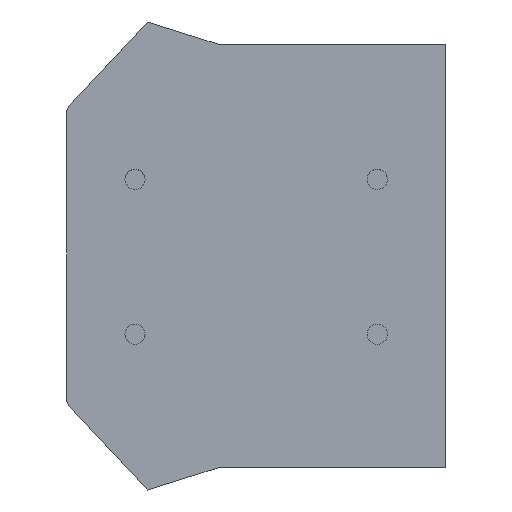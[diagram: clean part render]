
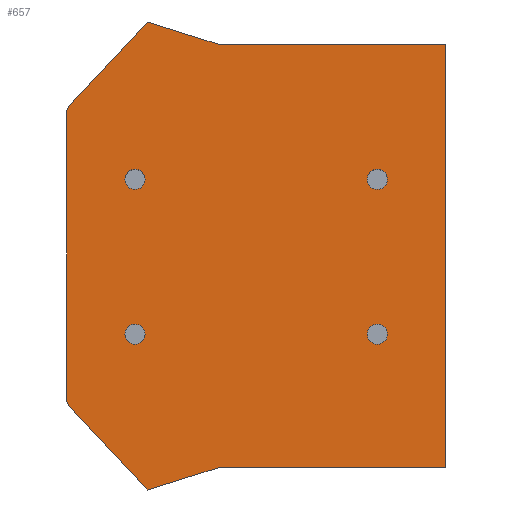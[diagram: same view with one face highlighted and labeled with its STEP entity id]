
A CAD part, top view. The second image highlights one B-rep face of the part: STEP entity #657.
In plain terms, the highlighted planar face has unit normal (0, 0, 1).
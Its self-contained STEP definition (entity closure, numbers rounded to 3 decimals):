
#39=FACE_BOUND('',#120,.T.);
#40=FACE_BOUND('',#121,.T.);
#41=FACE_BOUND('',#122,.T.);
#42=FACE_BOUND('',#123,.T.);
#45=CIRCLE('',#708,0.75);
#47=CIRCLE('',#712,0.75);
#49=CIRCLE('',#716,0.75);
#51=CIRCLE('',#720,0.75);
#78=FACE_OUTER_BOUND('',#119,.T.);
#119=EDGE_LOOP('',(#539,#540,#541,#542,#543,#544,#545,#546,#547,#548,#549));
#120=EDGE_LOOP('',(#550));
#121=EDGE_LOOP('',(#551));
#122=EDGE_LOOP('',(#552));
#123=EDGE_LOOP('',(#553));
#179=LINE('',#1011,#254);
#180=LINE('',#1013,#255);
#181=LINE('',#1015,#256);
#182=LINE('',#1017,#257);
#183=LINE('',#1019,#258);
#184=LINE('',#1021,#259);
#185=LINE('',#1023,#260);
#186=LINE('',#1025,#261);
#187=LINE('',#1027,#262);
#188=LINE('',#1029,#263);
#189=LINE('',#1030,#264);
#254=VECTOR('',#851,10.);
#255=VECTOR('',#852,10.);
#256=VECTOR('',#853,10.);
#257=VECTOR('',#854,10.);
#258=VECTOR('',#855,10.);
#259=VECTOR('',#856,10.);
#260=VECTOR('',#857,10.);
#261=VECTOR('',#858,10.);
#262=VECTOR('',#859,10.);
#263=VECTOR('',#860,10.);
#264=VECTOR('',#861,10.);
#316=VERTEX_POINT('',#981);
#318=VERTEX_POINT('',#988);
#320=VERTEX_POINT('',#995);
#322=VERTEX_POINT('',#1002);
#324=VERTEX_POINT('',#1009);
#325=VERTEX_POINT('',#1010);
#326=VERTEX_POINT('',#1012);
#327=VERTEX_POINT('',#1014);
#328=VERTEX_POINT('',#1016);
#329=VERTEX_POINT('',#1018);
#330=VERTEX_POINT('',#1020);
#331=VERTEX_POINT('',#1022);
#332=VERTEX_POINT('',#1024);
#333=VERTEX_POINT('',#1026);
#334=VERTEX_POINT('',#1028);
#389=EDGE_CURVE('',#316,#316,#45,.T.);
#392=EDGE_CURVE('',#318,#318,#47,.T.);
#395=EDGE_CURVE('',#320,#320,#49,.T.);
#398=EDGE_CURVE('',#322,#322,#51,.T.);
#401=EDGE_CURVE('',#324,#325,#179,.T.);
#402=EDGE_CURVE('',#325,#326,#180,.T.);
#403=EDGE_CURVE('',#326,#327,#181,.T.);
#404=EDGE_CURVE('',#327,#328,#182,.T.);
#405=EDGE_CURVE('',#328,#329,#183,.T.);
#406=EDGE_CURVE('',#329,#330,#184,.T.);
#407=EDGE_CURVE('',#330,#331,#185,.T.);
#408=EDGE_CURVE('',#331,#332,#186,.T.);
#409=EDGE_CURVE('',#332,#333,#187,.T.);
#410=EDGE_CURVE('',#333,#334,#188,.T.);
#411=EDGE_CURVE('',#334,#324,#189,.T.);
#539=ORIENTED_EDGE('',*,*,#401,.T.);
#540=ORIENTED_EDGE('',*,*,#402,.T.);
#541=ORIENTED_EDGE('',*,*,#403,.T.);
#542=ORIENTED_EDGE('',*,*,#404,.T.);
#543=ORIENTED_EDGE('',*,*,#405,.T.);
#544=ORIENTED_EDGE('',*,*,#406,.T.);
#545=ORIENTED_EDGE('',*,*,#407,.T.);
#546=ORIENTED_EDGE('',*,*,#408,.T.);
#547=ORIENTED_EDGE('',*,*,#409,.T.);
#548=ORIENTED_EDGE('',*,*,#410,.T.);
#549=ORIENTED_EDGE('',*,*,#411,.T.);
#550=ORIENTED_EDGE('',*,*,#389,.T.);
#551=ORIENTED_EDGE('',*,*,#392,.T.);
#552=ORIENTED_EDGE('',*,*,#395,.T.);
#553=ORIENTED_EDGE('',*,*,#398,.T.);
#629=PLANE('',#723);
#657=ADVANCED_FACE('',(#78,#39,#40,#41,#42),#629,.T.);
#708=AXIS2_PLACEMENT_3D('',#982,#815,#816);
#712=AXIS2_PLACEMENT_3D('',#989,#824,#825);
#716=AXIS2_PLACEMENT_3D('',#996,#833,#834);
#720=AXIS2_PLACEMENT_3D('',#1003,#842,#843);
#723=AXIS2_PLACEMENT_3D('',#1008,#849,#850);
#815=DIRECTION('center_axis',(0.,0.,-1.));
#816=DIRECTION('ref_axis',(1.,0.,0.));
#824=DIRECTION('center_axis',(0.,0.,-1.));
#825=DIRECTION('ref_axis',(1.,0.,0.));
#833=DIRECTION('center_axis',(0.,0.,-1.));
#834=DIRECTION('ref_axis',(1.,0.,0.));
#842=DIRECTION('center_axis',(0.,0.,-1.));
#843=DIRECTION('ref_axis',(1.,0.,0.));
#849=DIRECTION('center_axis',(0.,0.,1.));
#850=DIRECTION('ref_axis',(1.,0.,0.));
#851=DIRECTION('',(-0.682,-0.731,0.));
#852=DIRECTION('',(-0.464,-0.886,0.));
#853=DIRECTION('',(0.,-1.,0.));
#854=DIRECTION('',(0.,-1.,0.));
#855=DIRECTION('',(0.464,-0.886,0.));
#856=DIRECTION('',(0.682,-0.731,0.));
#857=DIRECTION('',(0.954,0.299,0.));
#858=DIRECTION('',(1.,0.,0.));
#859=DIRECTION('',(0.,1.,0.));
#860=DIRECTION('',(-1.,0.,0.));
#861=DIRECTION('',(-0.954,0.299,0.));
#981=CARTESIAN_POINT('',(-137.354,-217.409,0.));
#982=CARTESIAN_POINT('Origin',(-136.604,-217.409,0.));
#988=CARTESIAN_POINT('',(-119.354,-217.409,0.));
#989=CARTESIAN_POINT('Origin',(-118.604,-217.409,0.));
#995=CARTESIAN_POINT('',(-137.354,-228.909,0.));
#996=CARTESIAN_POINT('Origin',(-136.604,-228.909,0.));
#1002=CARTESIAN_POINT('',(-119.354,-228.909,0.));
#1003=CARTESIAN_POINT('Origin',(-118.604,-228.909,0.));
#1008=CARTESIAN_POINT('Origin',(-127.012,-223.099,0.));
#1009=CARTESIAN_POINT('',(-135.685,-205.726,0.));
#1010=CARTESIAN_POINT('',(-141.479,-211.933,0.));
#1011=CARTESIAN_POINT('',(-135.685,-205.726,0.));
#1012=CARTESIAN_POINT('',(-141.68,-212.318,0.));
#1013=CARTESIAN_POINT('',(-141.479,-211.933,0.));
#1014=CARTESIAN_POINT('',(-141.68,-223.1,0.));
#1015=CARTESIAN_POINT('',(-141.68,-212.318,0.));
#1016=CARTESIAN_POINT('',(-141.679,-233.882,0.));
#1017=CARTESIAN_POINT('',(-141.679,-233.882,0.));
#1018=CARTESIAN_POINT('',(-141.478,-234.267,0.));
#1019=CARTESIAN_POINT('',(-141.478,-234.267,0.));
#1020=CARTESIAN_POINT('',(-135.683,-240.473,0.));
#1021=CARTESIAN_POINT('',(-135.683,-240.473,0.));
#1022=CARTESIAN_POINT('',(-130.353,-238.8,0.));
#1023=CARTESIAN_POINT('',(-130.353,-238.8,0.));
#1024=CARTESIAN_POINT('',(-113.553,-238.798,0.));
#1025=CARTESIAN_POINT('',(-113.553,-238.798,0.));
#1026=CARTESIAN_POINT('',(-113.555,-207.398,0.));
#1027=CARTESIAN_POINT('',(-113.555,-207.398,0.));
#1028=CARTESIAN_POINT('',(-130.355,-207.398,0.));
#1029=CARTESIAN_POINT('',(-113.555,-207.398,0.));
#1030=CARTESIAN_POINT('',(-130.355,-207.398,0.));
